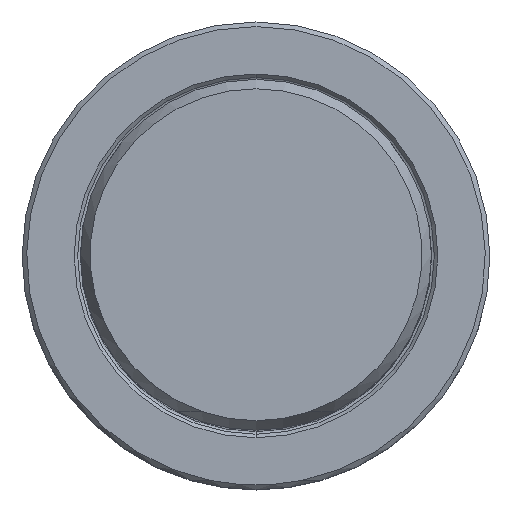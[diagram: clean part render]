
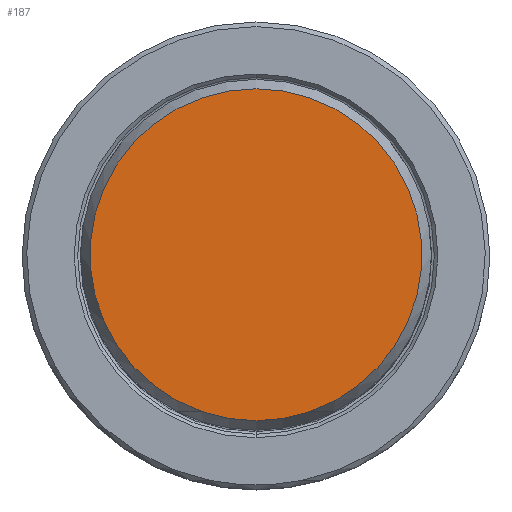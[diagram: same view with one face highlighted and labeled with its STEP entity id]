
A CAD part, top view. The second image highlights one B-rep face of the part: STEP entity #187.
In plain terms, the highlighted planar face has unit normal (0, 0, 1).
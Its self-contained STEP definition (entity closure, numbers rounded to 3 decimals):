
#35=PLANE('',#1331);
#187=ADVANCED_FACE('',(#263),#35,.F.);
#263=FACE_OUTER_BOUND('',#333,.T.);
#333=EDGE_LOOP('',(#612,#613,#614));
#612=ORIENTED_EDGE('',*,*,#849,.F.);
#613=ORIENTED_EDGE('',*,*,#846,.F.);
#614=ORIENTED_EDGE('',*,*,#845,.F.);
#703=VERTEX_POINT('',#2803);
#704=VERTEX_POINT('',#2804);
#705=VERTEX_POINT('',#2806);
#845=EDGE_CURVE('',#703,#704,#1000,.T.);
#846=EDGE_CURVE('',#704,#705,#1001,.T.);
#849=EDGE_CURVE('',#705,#703,#1002,.T.);
#1000=CIRCLE('',#1326,18.022);
#1001=CIRCLE('',#1327,18.022);
#1002=CIRCLE('',#1329,18.022);
#1326=AXIS2_PLACEMENT_3D('',#2802,#1653,#1654);
#1327=AXIS2_PLACEMENT_3D('',#2805,#1655,#1656);
#1329=AXIS2_PLACEMENT_3D('',#2816,#1659,#1660);
#1331=AXIS2_PLACEMENT_3D('',#2818,#1663,#1664);
#1653=DIRECTION('',(0.,0.,-1.));
#1654=DIRECTION('',(-0.324,-0.946,0.));
#1655=DIRECTION('',(0.,0.,-1.));
#1656=DIRECTION('',(0.,1.,0.));
#1659=DIRECTION('',(0.,0.,-1.));
#1660=DIRECTION('',(0.324,-0.946,0.));
#1663=DIRECTION('',(0.,0.,-1.));
#1664=DIRECTION('',(-1.,0.,0.));
#2802=CARTESIAN_POINT('',(0.,0.,69.85));
#2803=CARTESIAN_POINT('',(-5.839,-17.05,69.85));
#2804=CARTESIAN_POINT('',(0.,18.022,69.85));
#2805=CARTESIAN_POINT('',(0.,0.,69.85));
#2806=CARTESIAN_POINT('',(5.839,-17.05,69.85));
#2816=CARTESIAN_POINT('',(0.,0.,69.85));
#2818=CARTESIAN_POINT('',(0.,0.,69.85));
